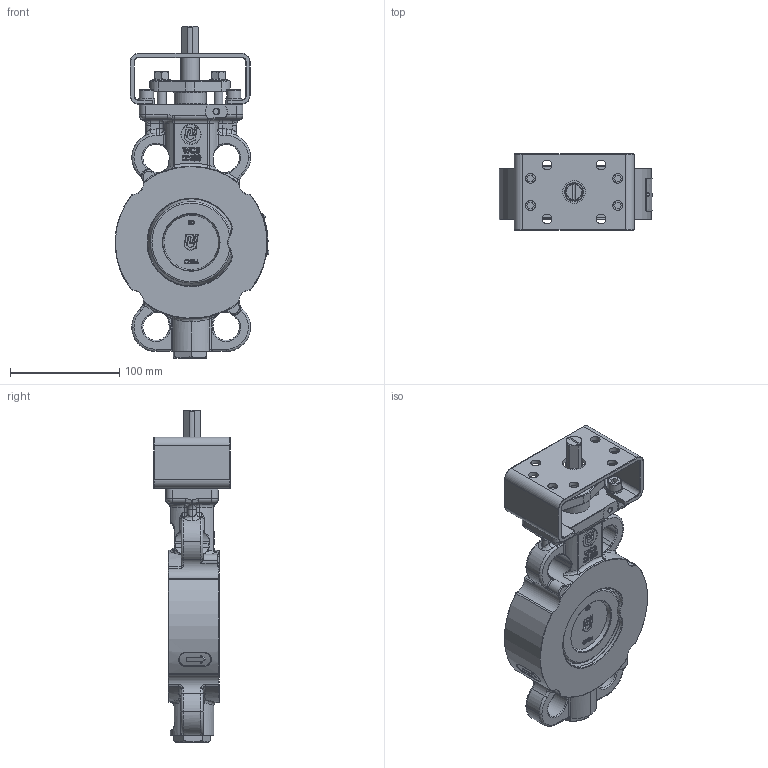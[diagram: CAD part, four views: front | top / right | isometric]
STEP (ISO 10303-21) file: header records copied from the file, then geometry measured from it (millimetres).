
FILE_DESCRIPTION(('HOOPS Exchange Step'),'2;1');
FILE_NAME('AK11_DN80_PN10-40-ANSI150-300_oH.stp','2024-11-22T09:52:15+01:00',('nieru'),('Unknown organisation'),'HOOPS Exchange 2024.2','HOOPS Exchange','Unknown authorisation');
FILE_SCHEMA( ('AP203_CONFIGURATION_CONTROLLED_3D_DESIGN_OF_MECHANICAL_PARTS_AND_ASSEMBLIES_MIM_LF') );
Length unit declared in the file: millimetre
Products named in the file (7): 0; root
Assembly tree (6 placements, depth 4):
  root
    0
      0
        0
      0
      0
        0
Bounding box: 141.03 x 70 x 304.4 mm (x, y, z)
Volume: 795918.3 mm3; surface area: 187587 mm2
Topology: 26 solids, 26 shells, 2464 faces, 5865 edges, 3444 vertices
Faces by surface type: bspline 1160, cylinder 639, plane 337, torus 170, cone 115, sphere 43
Full cylindrical faces by diameter (mm): 3.25 x1, 5 x1, 6.8 x2, 8 x6, 8.465 x2, 9 x14, 13 x4, 13.5 x1, 14.8 x4, 16 x3, 16.82 x2, 18.5 x4, 18.9 x2, 21 x1, 29.274 x1, 52.2 x1, 81.75 x1, 84.164 x1, 84.75 x1, 100.02 x1
Entity records: 262825 total; most frequent: CARTESIAN_POINT 213442, ORIENTED_EDGE 11574, DIRECTION 7511, EDGE_CURVE 5787, VERTEX_POINT 3444, AXIS2_PLACEMENT_3D 3039, B_SPLINE_CURVE_WITH_KNOTS 2624, EDGE_LOOP 2589
